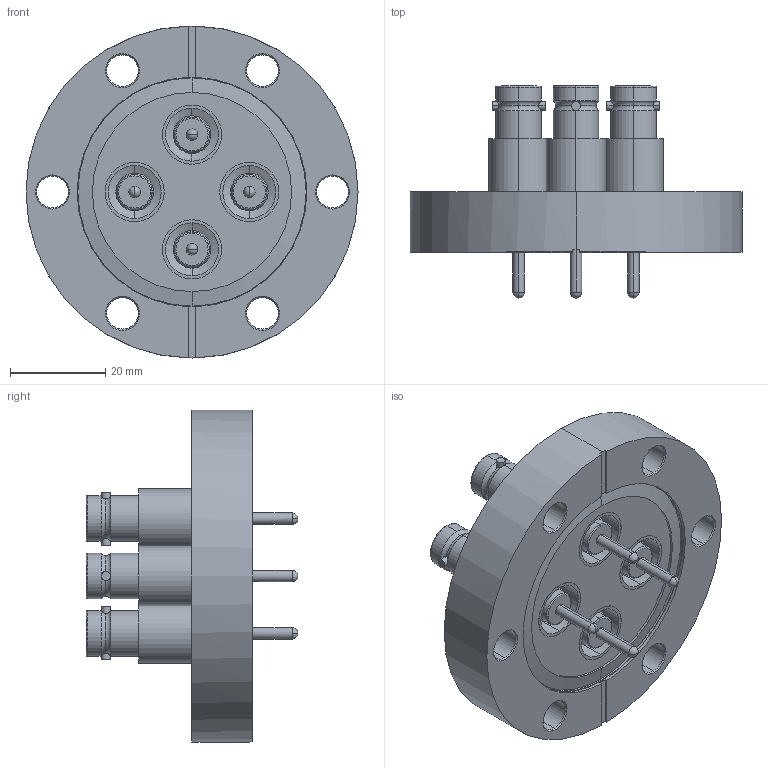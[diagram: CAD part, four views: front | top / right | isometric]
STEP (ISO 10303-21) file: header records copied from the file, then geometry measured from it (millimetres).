
FILE_DESCRIPTION (( 'STEP AP214' ), '1' );
FILE_NAME ('241-BNC-C40-4.step', '2025-02-18T19:25:35', ( '' ), ( '' ), 'SwSTEP 2.0', 'SolidWorks 2022', '' );
FILE_SCHEMA (( 'AUTOMOTIVE_DESIGN' ));
Length unit declared in the file: millimetre
Products named in the file (1): 241-BNC-C40-4
Bounding box: 69.85 x 44.6 x 69.85 mm (x, y, z)
Volume: 46549.4 mm3; surface area: 24528.7 mm2
Topology: 1 solids, 1 shells, 487 faces, 1096 edges, 668 vertices
Faces by surface type: cylinder 230, plane 103, cone 82, torus 64, sphere 8
Entity records: 14700 total; most frequent: CARTESIAN_POINT 3416, DIRECTION 2648, ORIENTED_EDGE 2160, AXIS2_PLACEMENT_3D 1132, EDGE_CURVE 1080, VERTEX_POINT 660, CIRCLE 644, EDGE_LOOP 564
